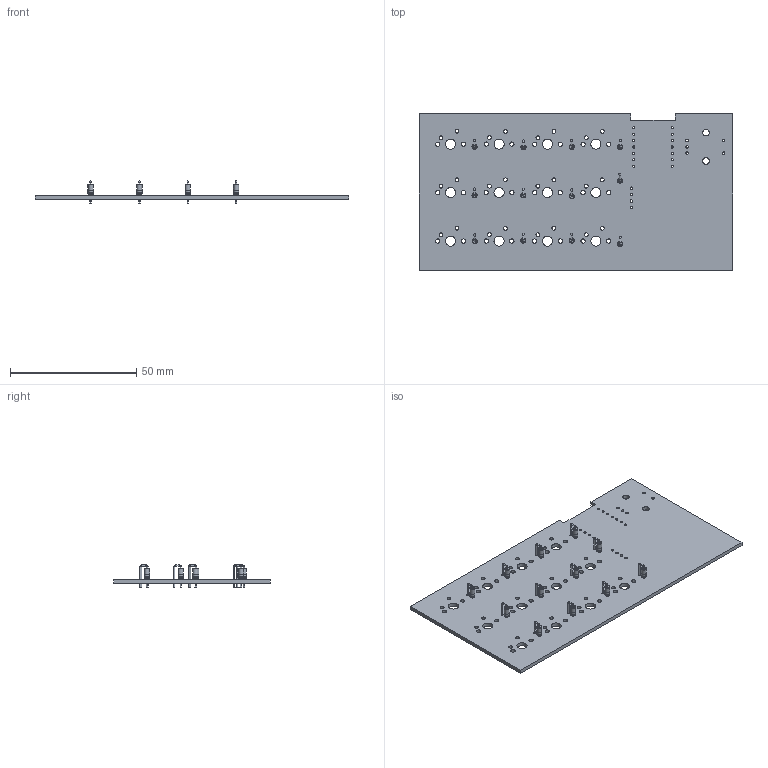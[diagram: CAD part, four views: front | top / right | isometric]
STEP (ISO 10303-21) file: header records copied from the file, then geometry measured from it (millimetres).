
FILE_DESCRIPTION(/* description */ ('KiCad electronic assembly'),/* implementation_level */ '2;1');
FILE_NAME(/* name */ 'Dristi_PCB_Board.step',/* time_stamp */ '2025-06-28T13:54:08-07:00',/* author */ (''),/* organization */ (''),/* preprocessor_version */ 'ST-DEVELOPER v20.1',/* originating_system */ 'Autodesk Translation Framework v14.10.0.0',/* authorisation */ '');
FILE_SCHEMA (('AUTOMOTIVE_DESIGN { 1 0 10303 214 3 1 1 }'));
Length unit declared in the file: millimetre
Products named in the file (3): HackPad_Dristi 1; HackPad_Dristi_PCB; D_DO-35_SOD27_P2.54mm_Vertical_AnodeUp
Assembly tree (13 placements, depth 2):
  HackPad_Dristi 1
    D_DO-35_SOD27_P2.54mm_Vertical_AnodeUp  x12
    HackPad_Dristi_PCB
Bounding box: 124 x 62 x 8.75 mm (x, y, z)
Volume: 11292.9 mm3; surface area: 16741 mm2
Topology: 13 solids, 13 shells, 323 faces, 723 edges, 474 vertices
Faces by surface type: cylinder 193, plane 82, torus 48
Full cylindrical faces by diameter (mm): 0.5 x48, 0.8 x24, 0.889 x14, 1 x9, 1.5 x24, 1.7 x24, 2 x24, 2.02 x12, 2.6 x2, 4 x12
Entity records: 5186 total; most frequent: DIRECTION 928, CARTESIAN_POINT 788, ORIENTED_EDGE 764, AXIS2_PLACEMENT_3D 394, EDGE_CURVE 382, EDGE_LOOP 358, VERTEX_POINT 254, CIRCLE 242
